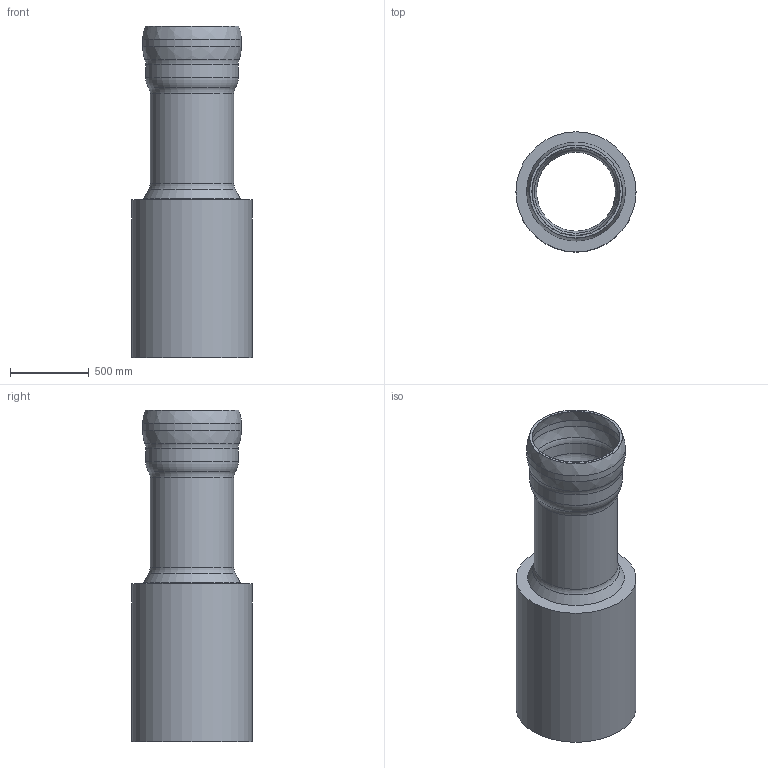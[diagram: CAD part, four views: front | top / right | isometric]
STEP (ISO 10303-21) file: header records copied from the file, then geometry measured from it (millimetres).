
FILE_DESCRIPTION(/* description */ (''),/* implementation_level */ '2;1');
FILE_NAME(/* name */ '08220.050X_3D.stp',/* time_stamp */ '2024-12-11T14:19:52+01:00',/* author */ ('CAD'),/* organization */ (''),/* preprocessor_version */ 'ST-DEVELOPER v20',/* originating_system */ 'AutoCAD Mechanical',/* authorisation */ '');
FILE_SCHEMA (('AUTOMOTIVE_DESIGN { 1 0 10303 214 3 1 1 }'));
Length unit declared in the file: centimetre
Products named in the file (2): Product; *S0
Assembly tree (1 placements, depth 2):
  Product
    *S0
Bounding box: 761 x 761 x 2100 mm (x, y, z)
Volume: 215448194.1 mm3; surface area: 8470772.4 mm2
Topology: 2 solids, 2 shells, 29 faces, 71 edges, 45 vertices
Faces by surface type: torus 9, cylinder 8, cone 5, bspline 4, plane 3
Full cylindrical faces by diameter (mm): 500 x1, 530 x1, 556 x1, 584.2 x1, 586 x1, 596 x1, 626 x1, 761 x1
Entity records: 1026 total; most frequent: CARTESIAN_POINT 252, DIRECTION 185, ORIENTED_EDGE 142, AXIS2_PLACEMENT_3D 86, EDGE_CURVE 71, CIRCLE 58, VERTEX_POINT 45, EDGE_LOOP 32
